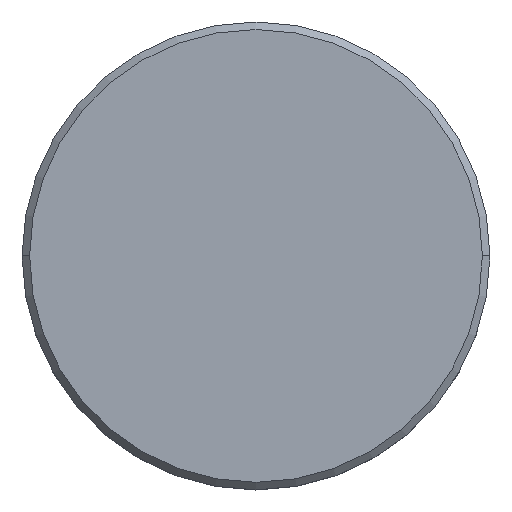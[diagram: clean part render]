
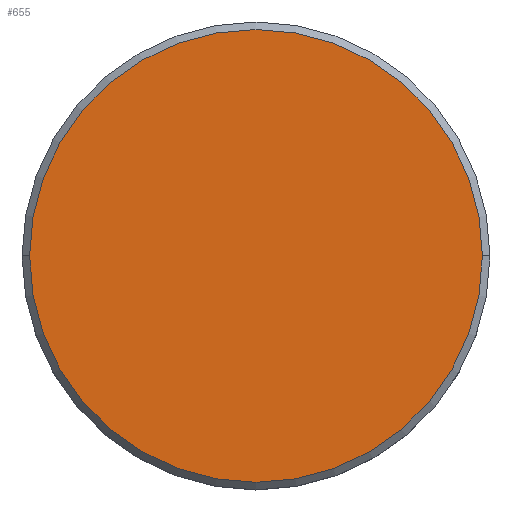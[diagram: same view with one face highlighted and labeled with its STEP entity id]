
A CAD part, top view. The second image highlights one B-rep face of the part: STEP entity #655.
In plain terms, the highlighted planar face has unit normal (0, 0, 1).
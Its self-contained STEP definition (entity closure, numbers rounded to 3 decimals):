
#70 = AXIS2_PLACEMENT_3D ( 'NONE', #1127, #831, #937 ) ;
#166 = DIRECTION ( 'NONE',  ( 0., 0., 1. ) ) ;
#203 = CARTESIAN_POINT ( 'NONE',  ( 15., 0., 0. ) ) ;
#233 = FACE_OUTER_BOUND ( 'NONE', #978, .T. ) ;
#244 = AXIS2_PLACEMENT_3D ( 'NONE', #964, #166, #621 ) ;
#450 = CIRCLE ( 'NONE', #244, 15. ) ;
#621 = DIRECTION ( 'NONE',  ( 1., 0., 0. ) ) ;
#633 = DIRECTION ( 'NONE',  ( 1., 0., 0. ) ) ;
#650 = DIRECTION ( 'NONE',  ( 0., 0., 1. ) ) ;
#655 = ADVANCED_FACE ( 'NONE', ( #233 ), #1130, .T. ) ;
#659 = CARTESIAN_POINT ( 'NONE',  ( -15., 0., 0. ) ) ;
#818 = ORIENTED_EDGE ( 'NONE', *, *, #829, .T. ) ;
#829 = EDGE_CURVE ( 'NONE', #1003, #1039, #450, .T. ) ;
#831 = DIRECTION ( 'NONE',  ( 0., 0., 1. ) ) ;
#878 = AXIS2_PLACEMENT_3D ( 'NONE', #1063, #650, #633 ) ;
#916 = EDGE_CURVE ( 'NONE', #1039, #1003, #1158, .T. ) ;
#937 = DIRECTION ( 'NONE',  ( 1., 0., 0. ) ) ;
#964 = CARTESIAN_POINT ( 'NONE',  ( 0., 0., 0. ) ) ;
#978 = EDGE_LOOP ( 'NONE', ( #818, #1153 ) ) ;
#1003 = VERTEX_POINT ( 'NONE', #659 ) ;
#1039 = VERTEX_POINT ( 'NONE', #203 ) ;
#1063 = CARTESIAN_POINT ( 'NONE',  ( 0., 0., 0. ) ) ;
#1127 = CARTESIAN_POINT ( 'NONE',  ( 0., 0., 0. ) ) ;
#1130 = PLANE ( 'NONE',  #70 ) ;
#1153 = ORIENTED_EDGE ( 'NONE', *, *, #916, .T. ) ;
#1158 = CIRCLE ( 'NONE', #878, 15. ) ;
